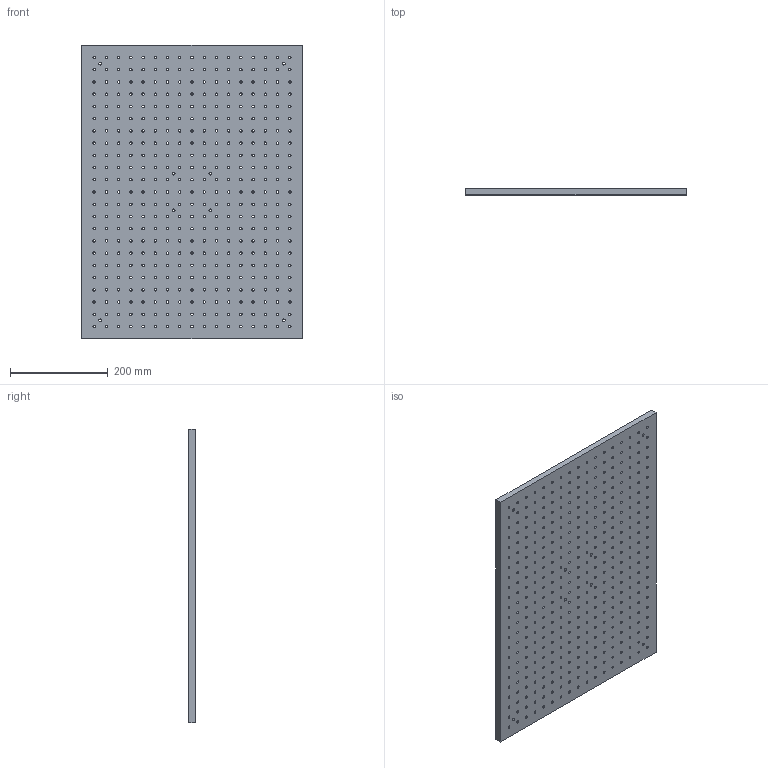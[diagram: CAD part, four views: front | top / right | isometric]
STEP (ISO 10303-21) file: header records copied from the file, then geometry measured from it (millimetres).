
FILE_DESCRIPTION (( 'STEP AP203' ), '1' );
FILE_NAME ('516007.STEP', '2025-04-29T06:21:40', ( 'Windows User' ), ( 'P R C' ), 'SwSTEP 2.0', 'SolidWorks 2020', '' );
FILE_SCHEMA (( 'CONFIG_CONTROL_DESIGN' ));
Length unit declared in the file: millimetre
Products named in the file (1): 516007
Bounding box: 450 x 13 x 600 mm (x, y, z)
Volume: 3403879.9 mm3; surface area: 634110.8 mm2
Topology: 1 solids, 1 shells, 421 faces, 1233 edges, 822 vertices
Faces by surface type: cylinder 407, plane 14
Full cylindrical faces by diameter (mm): 5 x391, 5.8 x8, 11 x8
Entity records: 14119 total; most frequent: DIRECTION 2484, CARTESIAN_POINT 2070, ORIENTED_EDGE 1652, EDGE_LOOP 1634, AXIS2_PLACEMENT_3D 1236, FACE_OUTER_BOUND 828, EDGE_CURVE 826, VERTEX_POINT 822
